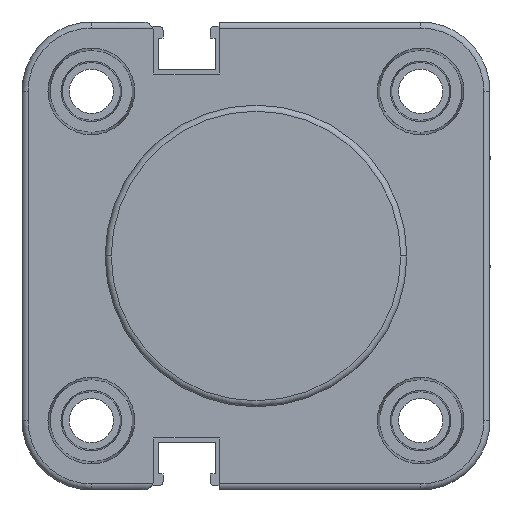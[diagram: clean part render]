
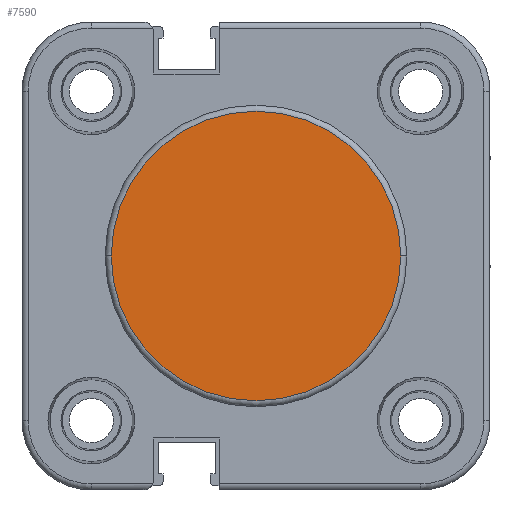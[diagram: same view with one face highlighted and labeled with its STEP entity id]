
A CAD part, front view. The second image highlights one B-rep face of the part: STEP entity #7590.
In plain terms, the highlighted face is planar.
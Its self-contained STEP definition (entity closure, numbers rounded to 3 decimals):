
#586 = VERTEX_POINT ( 'NONE', #6374 ) ;
#861 = DIRECTION ( 'NONE',  ( 0., -1., 0. ) ) ;
#1739 = EDGE_CURVE ( 'NONE', #586, #2228, #13135, .T. ) ;
#2228 = VERTEX_POINT ( 'NONE', #11634 ) ;
#3378 = ORIENTED_EDGE ( 'NONE', *, *, #1739, .T. ) ;
#4296 = FACE_OUTER_BOUND ( 'NONE', #11960, .T. ) ;
#4488 = EDGE_CURVE ( 'NONE', #2228, #586, #11232, .T. ) ;
#6374 = CARTESIAN_POINT ( 'NONE',  ( 0., -16.7, 0. ) ) ;
#6873 = CARTESIAN_POINT ( 'NONE',  ( 0., 0., 0. ) ) ;
#7590 = ADVANCED_FACE ( 'NONE', ( #4296 ), #9284, .T. ) ;
#7965 = DIRECTION ( 'NONE',  ( -1., 0., 0. ) ) ;
#8150 = DIRECTION ( 'NONE',  ( -1., 0., 0. ) ) ;
#8200 = DIRECTION ( 'NONE',  ( 0., -1., 0. ) ) ;
#8982 = AXIS2_PLACEMENT_3D ( 'NONE', #6873, #8150, #8200 ) ;
#9284 = PLANE ( 'NONE',  #10932 ) ;
#10455 = CARTESIAN_POINT ( 'NONE',  ( 0., 0., 0. ) ) ;
#10489 = DIRECTION ( 'NONE',  ( -1., 0., 0. ) ) ;
#10932 = AXIS2_PLACEMENT_3D ( 'NONE', #15102, #10489, #12749 ) ;
#11232 = CIRCLE ( 'NONE', #8982, 16.7 ) ;
#11351 = ORIENTED_EDGE ( 'NONE', *, *, #4488, .T. ) ;
#11634 = CARTESIAN_POINT ( 'NONE',  ( 0., 16.7, 0. ) ) ;
#11960 = EDGE_LOOP ( 'NONE', ( #3378, #11351 ) ) ;
#12749 = DIRECTION ( 'NONE',  ( 0., -1., 0. ) ) ;
#13135 = CIRCLE ( 'NONE', #15377, 16.7 ) ;
#15102 = CARTESIAN_POINT ( 'NONE',  ( 0., 0., 0. ) ) ;
#15377 = AXIS2_PLACEMENT_3D ( 'NONE', #10455, #7965, #861 ) ;
